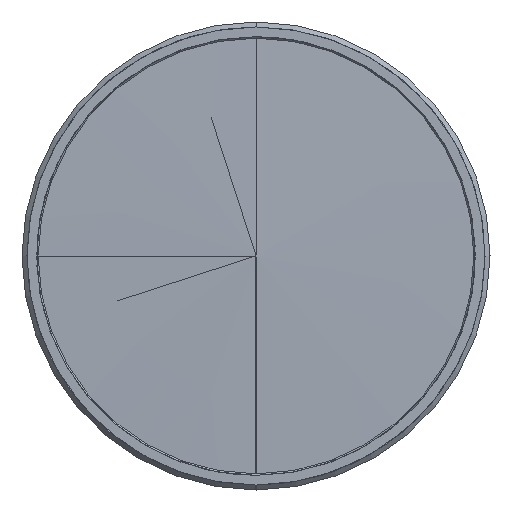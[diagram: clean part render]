
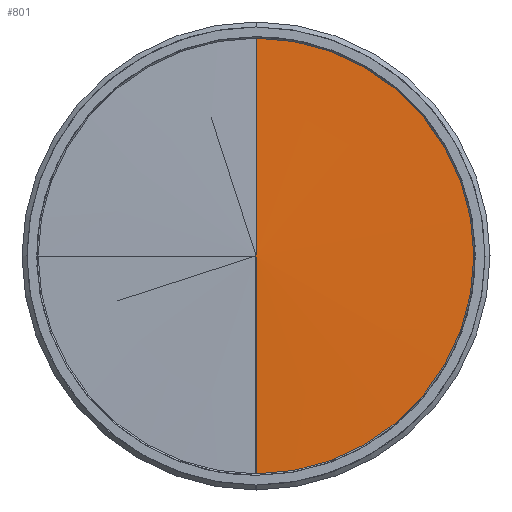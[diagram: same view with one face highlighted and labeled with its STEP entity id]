
A CAD part, left-side view. The second image highlights one B-rep face of the part: STEP entity #801.
In plain terms, the highlighted conical face has half-angle 88.745 degrees and reference radius 45635.1 mm.
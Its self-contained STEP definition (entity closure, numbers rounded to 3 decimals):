
#126 = VECTOR ( 'NONE', #3990, 1000. ) ;
#227 = VERTEX_POINT ( 'NONE', #7952 ) ;
#456 = EDGE_CURVE ( 'NONE', #5465, #227, #7809, .T. ) ;
#706 = FACE_OUTER_BOUND ( 'NONE', #1985, .T. ) ;
#801 = ADVANCED_FACE ( 'NONE', ( #706 ), #828, .T. ) ;
#823 = AXIS2_PLACEMENT_3D ( 'NONE', #3305, #2619, #9691 ) ;
#825 = CARTESIAN_POINT ( 'NONE',  ( 0.479, 0., -21.875 ) ) ;
#828 = CONICAL_SURFACE ( 'NONE', #823, 45635.066, 1.549 ) ;
#1039 = EDGE_CURVE ( 'NONE', #227, #2961, #6679, .T. ) ;
#1133 = DIRECTION ( 'NONE',  ( 0.022, 0., 1. ) ) ;
#1985 = EDGE_LOOP ( 'NONE', ( #7473, #5728, #3776 ) ) ;
#2619 = DIRECTION ( 'NONE',  ( 1., 0., 0. ) ) ;
#2756 = AXIS2_PLACEMENT_3D ( 'NONE', #9168, #5322, #4504 ) ;
#2961 = VERTEX_POINT ( 'NONE', #7286 ) ;
#3305 = CARTESIAN_POINT ( 'NONE',  ( 1000., 0., 0. ) ) ;
#3776 = ORIENTED_EDGE ( 'NONE', *, *, #456, .F. ) ;
#3990 = DIRECTION ( 'NONE',  ( -0.022, 0., 1. ) ) ;
#4504 = DIRECTION ( 'NONE',  ( 0., 0., -1. ) ) ;
#5322 = DIRECTION ( 'NONE',  ( 1., 0., 0. ) ) ;
#5465 = VERTEX_POINT ( 'NONE', #6202 ) ;
#5728 = ORIENTED_EDGE ( 'NONE', *, *, #1039, .F. ) ;
#6202 = CARTESIAN_POINT ( 'NONE',  ( 0., 0., 0. ) ) ;
#6679 = CIRCLE ( 'NONE', #2756, 43.75 ) ;
#7286 = CARTESIAN_POINT ( 'NONE',  ( 0.959, 0., -43.75 ) ) ;
#7473 = ORIENTED_EDGE ( 'NONE', *, *, #7535, .F. ) ;
#7535 = EDGE_CURVE ( 'NONE', #2961, #5465, #9409, .T. ) ;
#7809 = LINE ( 'NONE', #8387, #9744 ) ;
#7952 = CARTESIAN_POINT ( 'NONE',  ( 0.959, 0., 43.75 ) ) ;
#8387 = CARTESIAN_POINT ( 'NONE',  ( 0.479, 0., 21.875 ) ) ;
#9168 = CARTESIAN_POINT ( 'NONE',  ( 0.959, 0., 0. ) ) ;
#9409 = LINE ( 'NONE', #825, #126 ) ;
#9691 = DIRECTION ( 'NONE',  ( 0., 1., 0. ) ) ;
#9744 = VECTOR ( 'NONE', #1133, 1000. ) ;
